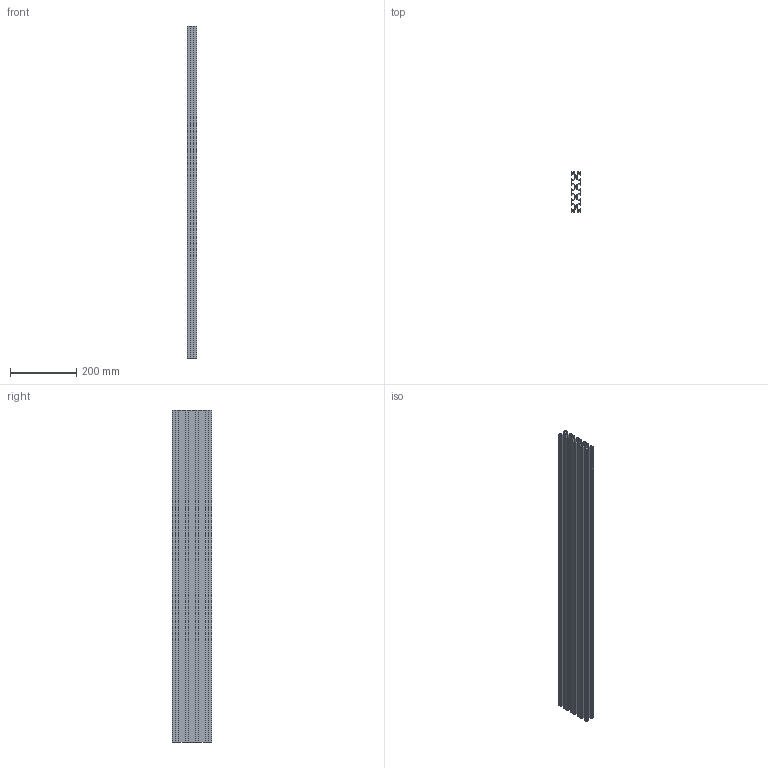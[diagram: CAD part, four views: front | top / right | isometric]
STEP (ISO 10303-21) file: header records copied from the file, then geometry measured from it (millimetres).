
FILE_DESCRIPTION (( 'STEP AP203' ), '1' );
FILE_NAME ('ALF-30120-8B.step', '2024-08-07T10:23:22', ( '' ), ( '' ), 'SwSTEP 2.0', 'SolidWorks 2022', '' );
FILE_SCHEMA (( 'CONFIG_CONTROL_DESIGN' ));
Length unit declared in the file: millimetre
Products named in the file (1): ALF-30120-8B
Bounding box: 30 x 120 x 1000 mm (x, y, z)
Volume: 1098030.9 mm3; surface area: 960541.8 mm2
Topology: 1 solids, 1 shells, 362 faces, 1080 edges, 720 vertices
Faces by surface type: plane 198, cylinder 164
Entity records: 12353 total; most frequent: CARTESIAN_POINT 2163, ORIENTED_EDGE 2160, DIRECTION 2134, EDGE_CURVE 1080, LINE 752, VECTOR 752, VERTEX_POINT 720, AXIS2_PLACEMENT_3D 691
